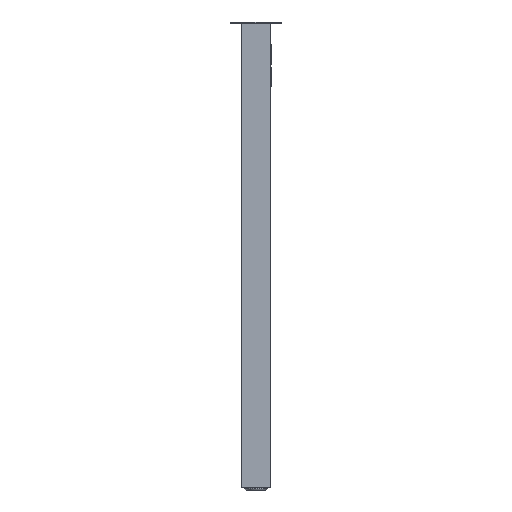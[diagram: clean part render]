
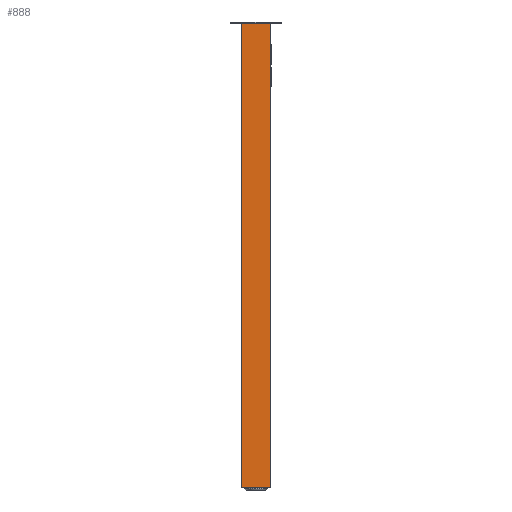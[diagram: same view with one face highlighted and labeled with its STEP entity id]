
A CAD part, left-side view. The second image highlights one B-rep face of the part: STEP entity #888.
In plain terms, the highlighted planar face has unit normal (-1, 0, 0).
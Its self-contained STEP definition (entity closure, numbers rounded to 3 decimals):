
#888=ADVANCED_FACE('',(#1799),#1800,.T.);
#1799=FACE_OUTER_BOUND('',#3310,.T.);
#1800=PLANE('',#3311);
#3310=EDGE_LOOP('',(#5672,#5673,#5674,#5675));
#3311=AXIS2_PLACEMENT_3D('',#5676,#5677,#5678);
#5672=ORIENTED_EDGE('',*,*,#8592,.T.);
#5673=ORIENTED_EDGE('',*,*,#8599,.F.);
#5674=ORIENTED_EDGE('',*,*,#8609,.F.);
#5675=ORIENTED_EDGE('',*,*,#8585,.F.);
#5676=CARTESIAN_POINT('',(-150.0,450.0,397.0));
#5677=DIRECTION('',(-1.0,0.0,0.0));
#5678=DIRECTION('',(0.0,0.0,1.0));
#8585=EDGE_CURVE('',#10427,#10429,#10430,.T.);
#8592=EDGE_CURVE('',#10427,#10440,#10442,.T.);
#8599=EDGE_CURVE('',#10451,#10440,#10453,.T.);
#8609=EDGE_CURVE('',#10429,#10451,#10467,.T.);
#10427=VERTEX_POINT('',#13265);
#10429=VERTEX_POINT('',#13268);
#10430=LINE('',#13269,#13270);
#10440=VERTEX_POINT('',#13285);
#10442=LINE('',#13288,#13289);
#10451=VERTEX_POINT('',#13303);
#10453=LINE('',#13306,#13307);
#10467=LINE('',#13330,#13331);
#13265=CARTESIAN_POINT('',(-150.0,450.0,413.5));
#13268=CARTESIAN_POINT('',(-150.0,450.0,-678.5));
#13269=CARTESIAN_POINT('',(-150.0,450.0,397.0));
#13270=VECTOR('',#15909,1.0);
#13285=CARTESIAN_POINT('',(-150.0,520.0,413.5));
#13288=CARTESIAN_POINT('',(-150.0,450.0,413.5));
#13289=VECTOR('',#15916,1.0);
#13303=CARTESIAN_POINT('',(-150.0,520.0,-678.5));
#13306=CARTESIAN_POINT('',(-150.0,520.0,-310.0));
#13307=VECTOR('',#15923,1.0);
#13330=CARTESIAN_POINT('',(-150.0,450.0,-678.5));
#13331=VECTOR('',#15933,1.0);
#15909=DIRECTION('',(0.0,0.0,-1.0));
#15916=DIRECTION('',(0.0,1.0,0.0));
#15923=DIRECTION('',(0.0,0.0,1.0));
#15933=DIRECTION('',(0.0,1.0,0.0));
